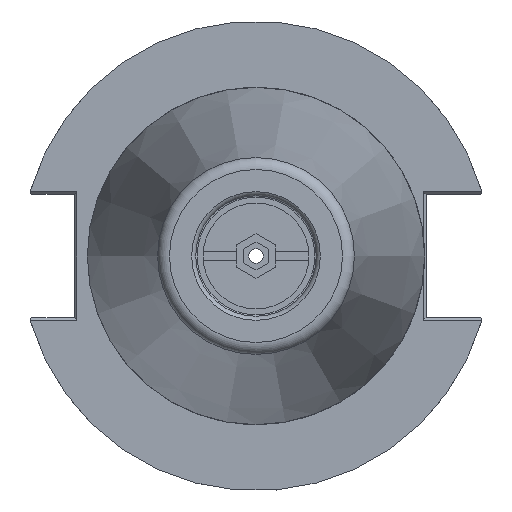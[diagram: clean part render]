
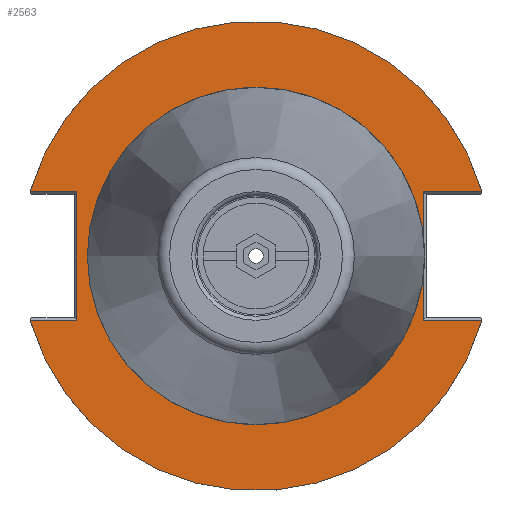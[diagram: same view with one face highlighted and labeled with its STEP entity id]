
A CAD part, left-side view. The second image highlights one B-rep face of the part: STEP entity #2563.
In plain terms, the highlighted planar face has unit normal (-1, 0, 0).
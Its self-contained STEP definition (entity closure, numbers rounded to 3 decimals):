
#112=CIRCLE('',#2739,48.75);
#114=CIRCLE('',#2743,48.75);
#115=CIRCLE('',#2744,35.);
#116=CIRCLE('',#2745,35.);
#284=FACE_OUTER_BOUND('',#440,.T.);
#440=EDGE_LOOP('',(#1718,#1719,#1720,#1721,#1722,#1723,#1724,#1725,#1726,
#1727,#1728));
#611=LINE('',#3832,#830);
#615=LINE('',#3840,#834);
#621=LINE('',#3854,#840);
#628=LINE('',#3878,#847);
#629=LINE('',#3880,#848);
#630=LINE('',#3886,#849);
#631=LINE('',#3887,#850);
#830=VECTOR('',#3027,10.);
#834=VECTOR('',#3033,10.);
#840=VECTOR('',#3045,10.);
#847=VECTOR('',#3068,10.);
#848=VECTOR('',#3069,10.);
#849=VECTOR('',#3074,10.);
#850=VECTOR('',#3075,10.);
#1049=VERTEX_POINT('',#3830);
#1050=VERTEX_POINT('',#3831);
#1053=VERTEX_POINT('',#3839);
#1058=VERTEX_POINT('',#3853);
#1063=VERTEX_POINT('',#3867);
#1066=VERTEX_POINT('',#3875);
#1067=VERTEX_POINT('',#3877);
#1068=VERTEX_POINT('',#3879);
#1069=VERTEX_POINT('',#3881);
#1070=VERTEX_POINT('',#3883);
#1071=VERTEX_POINT('',#3885);
#1302=EDGE_CURVE('',#1049,#1050,#611,.T.);
#1306=EDGE_CURVE('',#1050,#1053,#615,.T.);
#1313=EDGE_CURVE('',#1058,#1049,#621,.T.);
#1320=EDGE_CURVE('',#1063,#1053,#112,.T.);
#1324=EDGE_CURVE('',#1058,#1066,#114,.T.);
#1325=EDGE_CURVE('',#1067,#1066,#628,.T.);
#1326=EDGE_CURVE('',#1068,#1067,#629,.T.);
#1327=EDGE_CURVE('',#1068,#1069,#115,.T.);
#1328=EDGE_CURVE('',#1069,#1070,#116,.T.);
#1329=EDGE_CURVE('',#1071,#1070,#630,.T.);
#1330=EDGE_CURVE('',#1063,#1071,#631,.T.);
#1718=ORIENTED_EDGE('',*,*,#1306,.F.);
#1719=ORIENTED_EDGE('',*,*,#1302,.F.);
#1720=ORIENTED_EDGE('',*,*,#1313,.F.);
#1721=ORIENTED_EDGE('',*,*,#1324,.T.);
#1722=ORIENTED_EDGE('',*,*,#1325,.F.);
#1723=ORIENTED_EDGE('',*,*,#1326,.F.);
#1724=ORIENTED_EDGE('',*,*,#1327,.T.);
#1725=ORIENTED_EDGE('',*,*,#1328,.T.);
#1726=ORIENTED_EDGE('',*,*,#1329,.F.);
#1727=ORIENTED_EDGE('',*,*,#1330,.F.);
#1728=ORIENTED_EDGE('',*,*,#1320,.T.);
#2471=PLANE('',#2742);
#2563=ADVANCED_FACE('',(#284),#2471,.T.);
#2739=AXIS2_PLACEMENT_3D('',#3868,#3057,#3058);
#2742=AXIS2_PLACEMENT_3D('',#3874,#3064,#3065);
#2743=AXIS2_PLACEMENT_3D('',#3876,#3066,#3067);
#2744=AXIS2_PLACEMENT_3D('',#3882,#3070,#3071);
#2745=AXIS2_PLACEMENT_3D('',#3884,#3072,#3073);
#3027=DIRECTION('',(0.,0.,1.));
#3033=DIRECTION('',(0.,1.,0.));
#3045=DIRECTION('',(0.,-1.,0.));
#3057=DIRECTION('center_axis',(-1.,0.,0.));
#3058=DIRECTION('ref_axis',(0.,-1.,0.));
#3064=DIRECTION('center_axis',(-1.,0.,0.));
#3065=DIRECTION('ref_axis',(0.,-1.,0.));
#3066=DIRECTION('center_axis',(-1.,0.,0.));
#3067=DIRECTION('ref_axis',(0.,-1.,0.));
#3068=DIRECTION('',(0.,-1.,0.));
#3069=DIRECTION('',(0.,0.,-1.));
#3070=DIRECTION('center_axis',(1.,0.,0.));
#3071=DIRECTION('ref_axis',(0.,-1.,0.));
#3072=DIRECTION('center_axis',(1.,0.,0.));
#3073=DIRECTION('ref_axis',(0.,-1.,0.));
#3074=DIRECTION('',(0.,0.,-1.));
#3075=DIRECTION('',(0.,1.,0.));
#3830=CARTESIAN_POINT('',(1.525,37.2,-13.325));
#3831=CARTESIAN_POINT('',(1.525,37.2,13.325));
#3832=CARTESIAN_POINT('',(1.525,37.2,6.413));
#3839=CARTESIAN_POINT('',(1.525,46.894,13.325));
#3840=CARTESIAN_POINT('',(1.525,37.27,13.325));
#3853=CARTESIAN_POINT('',(1.525,46.894,-13.325));
#3854=CARTESIAN_POINT('',(1.525,18.85,-13.325));
#3867=CARTESIAN_POINT('',(1.525,-46.894,13.325));
#3868=CARTESIAN_POINT('Origin',(1.525,0.,0.));
#3874=CARTESIAN_POINT('Origin',(1.525,0.,0.));
#3875=CARTESIAN_POINT('',(1.525,-46.894,-13.325));
#3876=CARTESIAN_POINT('Origin',(1.525,0.,0.));
#3877=CARTESIAN_POINT('',(1.525,-34.8,-13.325));
#3878=CARTESIAN_POINT('',(1.525,-37.832,-13.325));
#3879=CARTESIAN_POINT('',(1.525,-34.8,-3.736));
#3880=CARTESIAN_POINT('',(1.525,-34.8,-6.413));
#3881=CARTESIAN_POINT('',(1.525,35.,0.));
#3882=CARTESIAN_POINT('Origin',(1.525,0.,0.));
#3883=CARTESIAN_POINT('',(1.525,-34.8,3.736));
#3884=CARTESIAN_POINT('Origin',(1.525,0.,0.));
#3885=CARTESIAN_POINT('',(1.525,-34.8,13.325));
#3886=CARTESIAN_POINT('',(1.525,-34.8,-6.413));
#3887=CARTESIAN_POINT('',(1.525,-17.65,13.325));
